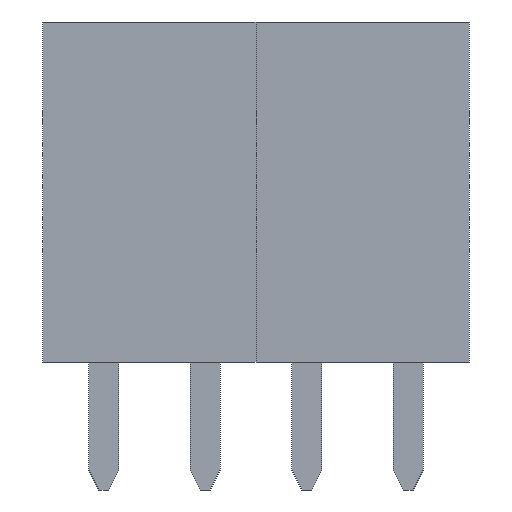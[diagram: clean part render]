
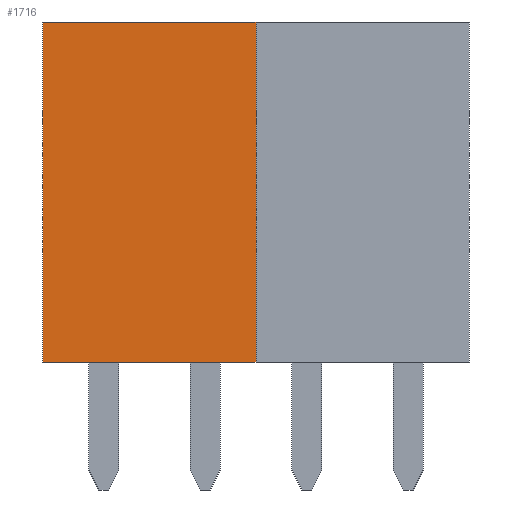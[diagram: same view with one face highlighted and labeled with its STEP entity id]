
A CAD part, front view. The second image highlights one B-rep face of the part: STEP entity #1716.
In plain terms, the highlighted planar face has unit normal (0, -1, 0).
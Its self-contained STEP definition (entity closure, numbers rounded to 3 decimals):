
#33 = VERTEX_POINT('',#34);
#34 = CARTESIAN_POINT('',(-5.33,-1.25,11.7));
#42 = EDGE_CURVE('',#43,#33,#45,.T.);
#43 = VERTEX_POINT('',#44);
#44 = CARTESIAN_POINT('',(-5.33,-1.25,3.2));
#45 = LINE('',#46,#47);
#46 = CARTESIAN_POINT('',(-5.33,-1.25,3.2));
#47 = VECTOR('',#48,1.);
#48 = DIRECTION('',(0.,0.,1.));
#204 = VERTEX_POINT('',#205);
#205 = CARTESIAN_POINT('',(0.,-1.25,11.7));
#213 = EDGE_CURVE('',#214,#204,#216,.T.);
#214 = VERTEX_POINT('',#215);
#215 = CARTESIAN_POINT('',(0.,-1.25,3.2));
#216 = LINE('',#217,#218);
#217 = CARTESIAN_POINT('',(0.,-1.25,3.2));
#218 = VECTOR('',#219,1.);
#219 = DIRECTION('',(0.,0.,1.));
#651 = EDGE_CURVE('',#43,#214,#652,.T.);
#652 = LINE('',#653,#654);
#653 = CARTESIAN_POINT('',(-2.54,-1.25,3.2));
#654 = VECTOR('',#655,1.);
#655 = DIRECTION('',(1.,0.,0.));
#683 = EDGE_CURVE('',#33,#204,#684,.T.);
#684 = LINE('',#685,#686);
#685 = CARTESIAN_POINT('',(-5.33,-1.25,11.7));
#686 = VECTOR('',#687,1.);
#687 = DIRECTION('',(1.,0.,0.));
#1716 = ADVANCED_FACE('',(#1717),#1723,.F.);
#1717 = FACE_BOUND('',#1718,.T.);
#1718 = EDGE_LOOP('',(#1719,#1720,#1721,#1722));
#1719 = ORIENTED_EDGE('',*,*,#651,.T.);
#1720 = ORIENTED_EDGE('',*,*,#213,.T.);
#1721 = ORIENTED_EDGE('',*,*,#683,.F.);
#1722 = ORIENTED_EDGE('',*,*,#42,.F.);
#1723 = PLANE('',#1724);
#1724 = AXIS2_PLACEMENT_3D('',#1725,#1726,#1727);
#1725 = CARTESIAN_POINT('',(-5.33,-1.25,3.2));
#1726 = DIRECTION('',(0.,1.,0.));
#1727 = DIRECTION('',(0.,0.,1.));
